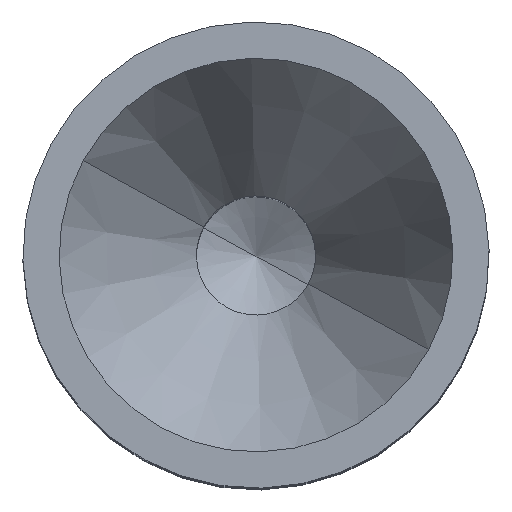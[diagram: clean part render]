
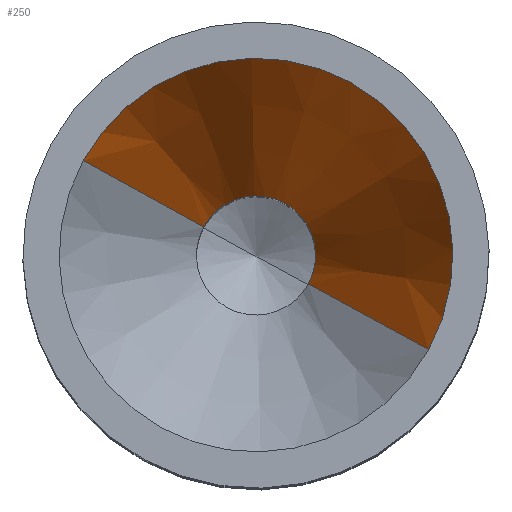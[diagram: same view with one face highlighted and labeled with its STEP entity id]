
A CAD part, top view. The second image highlights one B-rep face of the part: STEP entity #250.
In plain terms, the highlighted conical face has half-angle 30 degrees and reference radius 0.575 mm.
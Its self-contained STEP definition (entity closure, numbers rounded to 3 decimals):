
#214=AXIS2_PLACEMENT_3D('Cone Axis2P3D',#211,#212,#213) ;
#218=AXIS2_PLACEMENT_3D('Circle Axis2P3D',#216,#217,$) ;
#234=AXIS2_PLACEMENT_3D('Circle Axis2P3D',#232,#233,$) ;
#211=CARTESIAN_POINT('Axis2P3D Location',(2.25,2.25,20.005)) ;
#216=CARTESIAN_POINT('Axis2P3D Location',(2.25,2.25,22.3)) ;
#220=CARTESIAN_POINT('Vertex',(0.583,3.161,22.3)) ;
#222=CARTESIAN_POINT('Vertex',(3.917,1.339,22.3)) ;
#225=CARTESIAN_POINT('Line Origine',(1.164,2.843,21.153)) ;
#229=CARTESIAN_POINT('Vertex',(1.745,2.526,20.005)) ;
#232=CARTESIAN_POINT('Axis2P3D Location',(2.25,2.25,20.005)) ;
#236=CARTESIAN_POINT('Vertex',(2.755,1.974,20.005)) ;
#239=CARTESIAN_POINT('Line Origine',(3.336,1.657,21.153)) ;
#212=DIRECTION('Axis2P3D Direction',(0.,-0.,1.)) ;
#213=DIRECTION('Axis2P3D XDirection',(-0.878,0.479,0.)) ;
#217=DIRECTION('Axis2P3D Direction',(0.,0.,1.)) ;
#226=DIRECTION('Vector Direction',(-0.439,0.24,0.866)) ;
#233=DIRECTION('Axis2P3D Direction',(0.,0.,1.)) ;
#240=DIRECTION('Vector Direction',(0.439,-0.24,0.866)) ;
#227=VECTOR('Line Direction',#226,1.) ;
#241=VECTOR('Line Direction',#240,1.) ;
#245=ORIENTED_EDGE('',*,*,#224,.F.) ;
#246=ORIENTED_EDGE('',*,*,#231,.T.) ;
#247=ORIENTED_EDGE('',*,*,#238,.T.) ;
#248=ORIENTED_EDGE('',*,*,#243,.F.) ;
#250=ADVANCED_FACE('Hauptkoerper',(#249),#215,.F.) ;
#219=CIRCLE('generated circle',#218,1.9) ;
#235=CIRCLE('generated circle',#234,0.575) ;
#215=CONICAL_SURFACE('Cone',#214,0.575,0.524) ;
#224=EDGE_CURVE('',#221,#223,#219,.F.) ;
#231=EDGE_CURVE('',#221,#230,#228,.F.) ;
#238=EDGE_CURVE('',#230,#237,#235,.F.) ;
#243=EDGE_CURVE('',#223,#237,#242,.F.) ;
#244=EDGE_LOOP('',(#245,#246,#247,#248)) ;
#249=FACE_OUTER_BOUND('',#244,.T.) ;
#228=LINE('Line',#225,#227) ;
#242=LINE('Line',#239,#241) ;
#221=VERTEX_POINT('',#220) ;
#223=VERTEX_POINT('',#222) ;
#230=VERTEX_POINT('',#229) ;
#237=VERTEX_POINT('',#236) ;
